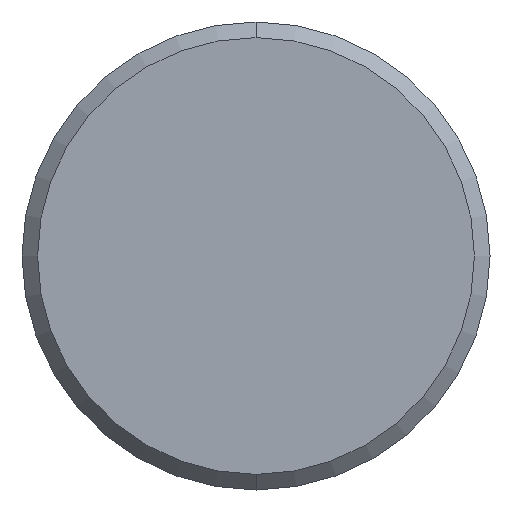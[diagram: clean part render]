
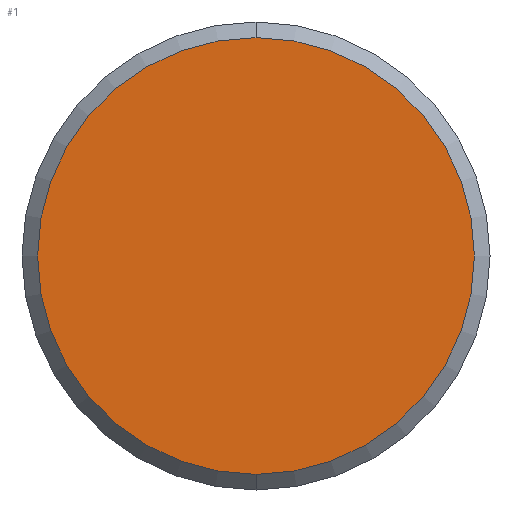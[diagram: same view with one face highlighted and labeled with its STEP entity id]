
A CAD part, front view. The second image highlights one B-rep face of the part: STEP entity #1.
In plain terms, the highlighted planar face has unit normal (0, -1, 0).
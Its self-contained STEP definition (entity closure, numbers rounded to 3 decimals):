
#1 = ADVANCED_FACE ( 'NONE', ( #143 ), #294, .F. ) ;
#7 = VERTEX_POINT ( 'NONE', #145 ) ;
#13 = CIRCLE ( 'NONE', #271, 2.8 ) ;
#42 = CARTESIAN_POINT ( 'NONE',  ( 0., -32.8, 0. ) ) ;
#47 = EDGE_CURVE ( 'NONE', #133, #7, #117, .T. ) ;
#86 = DIRECTION ( 'NONE',  ( 0., 1., 0. ) ) ;
#88 = DIRECTION ( 'NONE',  ( 0., 0., 1. ) ) ;
#113 = CARTESIAN_POINT ( 'NONE',  ( 0., -32.8, 0. ) ) ;
#114 = ORIENTED_EDGE ( 'NONE', *, *, #252, .T. ) ;
#117 = CIRCLE ( 'NONE', #323, 2.8 ) ;
#118 = ORIENTED_EDGE ( 'NONE', *, *, #47, .T. ) ;
#133 = VERTEX_POINT ( 'NONE', #163 ) ;
#143 = FACE_OUTER_BOUND ( 'NONE', #192, .T. ) ;
#145 = CARTESIAN_POINT ( 'NONE',  ( 0., -32.8, -2.8 ) ) ;
#163 = CARTESIAN_POINT ( 'NONE',  ( 0., -32.8, 2.8 ) ) ;
#175 = DIRECTION ( 'NONE',  ( 0., 0., 1. ) ) ;
#192 = EDGE_LOOP ( 'NONE', ( #118, #114 ) ) ;
#225 = DIRECTION ( 'NONE',  ( 0., 0., 1. ) ) ;
#252 = EDGE_CURVE ( 'NONE', #7, #133, #13, .T. ) ;
#271 = AXIS2_PLACEMENT_3D ( 'NONE', #113, #285, #175 ) ;
#285 = DIRECTION ( 'NONE',  ( 0., -1., 0. ) ) ;
#288 = DIRECTION ( 'NONE',  ( 0., -1., 0. ) ) ;
#294 = PLANE ( 'NONE',  #344 ) ;
#323 = AXIS2_PLACEMENT_3D ( 'NONE', #42, #288, #225 ) ;
#337 = CARTESIAN_POINT ( 'NONE',  ( 0., -32.8, 0. ) ) ;
#344 = AXIS2_PLACEMENT_3D ( 'NONE', #337, #86, #88 ) ;
